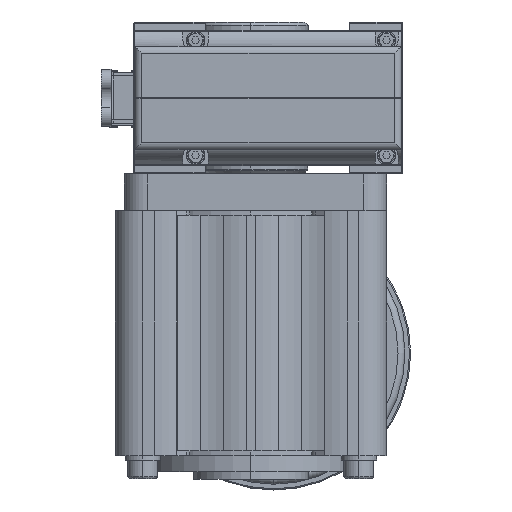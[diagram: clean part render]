
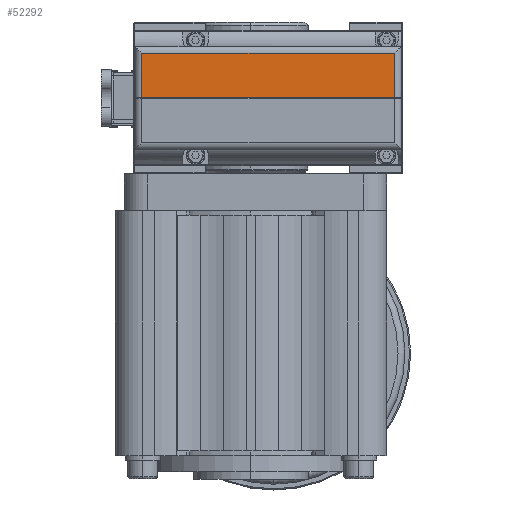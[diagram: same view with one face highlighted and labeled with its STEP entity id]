
A CAD part, left-side view. The second image highlights one B-rep face of the part: STEP entity #52292.
In plain terms, the highlighted planar face has unit normal (-1, 0, 0).
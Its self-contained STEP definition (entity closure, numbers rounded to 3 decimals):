
#331 = CARTESIAN_POINT ( 'NONE',  ( -264.5, 113.5, 29.5 ) ) ;
#3479 = CARTESIAN_POINT ( 'NONE',  ( -264.5, 76.833, 0.25 ) ) ;
#9113 = DIRECTION ( 'NONE',  ( 1., 0., 0. ) ) ;
#10976 = VERTEX_POINT ( 'NONE', #17964 ) ;
#12137 = FACE_OUTER_BOUND ( 'NONE', #16175, .T. ) ;
#13154 = VERTEX_POINT ( 'NONE', #15542 ) ;
#13667 = PLANE ( 'NONE',  #27756 ) ;
#14252 = CARTESIAN_POINT ( 'NONE',  ( -264.5, 3.5, 29.5 ) ) ;
#14885 = LINE ( 'NONE', #14252, #38632 ) ;
#15542 = CARTESIAN_POINT ( 'NONE',  ( -264.5, 113.5, 19.5 ) ) ;
#16175 = EDGE_LOOP ( 'NONE', ( #60970, #41257, #57001, #26176 ) ) ;
#17552 = VERTEX_POINT ( 'NONE', #51157 ) ;
#17964 = CARTESIAN_POINT ( 'NONE',  ( -264.5, 113.5, 0.25 ) ) ;
#22121 = VERTEX_POINT ( 'NONE', #26722 ) ;
#23022 = CARTESIAN_POINT ( 'NONE',  ( -264.5, 116.5, 19.5 ) ) ;
#26176 = ORIENTED_EDGE ( 'NONE', *, *, #35785, .T. ) ;
#26287 = VECTOR ( 'NONE', #27233, 1000. ) ;
#26722 = CARTESIAN_POINT ( 'NONE',  ( -264.5, 3.5, 0.25 ) ) ;
#27021 = DIRECTION ( 'NONE',  ( 0., 1., 0. ) ) ;
#27233 = DIRECTION ( 'NONE',  ( 0., -1., 0. ) ) ;
#27392 = VECTOR ( 'NONE', #29469, 1000. ) ;
#27756 = AXIS2_PLACEMENT_3D ( 'NONE', #31885, #9113, #27021 ) ;
#29469 = DIRECTION ( 'NONE',  ( 0., 0., -1. ) ) ;
#31885 = CARTESIAN_POINT ( 'NONE',  ( -264.5, 113.5, 29.5 ) ) ;
#33076 = EDGE_CURVE ( 'NONE', #17552, #22121, #14885, .T. ) ;
#34326 = LINE ( 'NONE', #331, #27392 ) ;
#35785 = EDGE_CURVE ( 'NONE', #10976, #22121, #60142, .T. ) ;
#38632 = VECTOR ( 'NONE', #39755, 1000. ) ;
#39755 = DIRECTION ( 'NONE',  ( 0., 0., -1. ) ) ;
#41257 = ORIENTED_EDGE ( 'NONE', *, *, #59042, .F. ) ;
#42109 = LINE ( 'NONE', #23022, #26287 ) ;
#47182 = CARTESIAN_POINT ( 'NONE',  ( -264.5, 40.167, 0.25 ) ) ;
#51157 = CARTESIAN_POINT ( 'NONE',  ( -264.5, 3.5, 19.5 ) ) ;
#52292 = ADVANCED_FACE ( 'NONE', ( #12137 ), #13667, .F. ) ;
#57001 = ORIENTED_EDGE ( 'NONE', *, *, #59151, .T. ) ;
#59042 = EDGE_CURVE ( 'NONE', #13154, #17552, #42109, .T. ) ;
#59151 = EDGE_CURVE ( 'NONE', #13154, #10976, #34326, .T. ) ;
#60142 = B_SPLINE_CURVE_WITH_KNOTS ( 'NONE', 3,
 ( #62117, #3479, #47182, #62751 ),
 .UNSPECIFIED., .F., .F.,
 ( 4, 4 ),
 ( 0., 1. ),
 .UNSPECIFIED. ) ;
#60970 = ORIENTED_EDGE ( 'NONE', *, *, #33076, .F. ) ;
#62117 = CARTESIAN_POINT ( 'NONE',  ( -264.5, 113.5, 0.25 ) ) ;
#62751 = CARTESIAN_POINT ( 'NONE',  ( -264.5, 3.5, 0.25 ) ) ;
